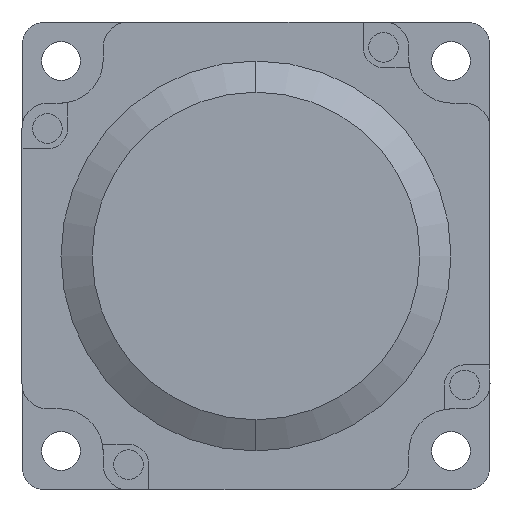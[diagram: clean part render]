
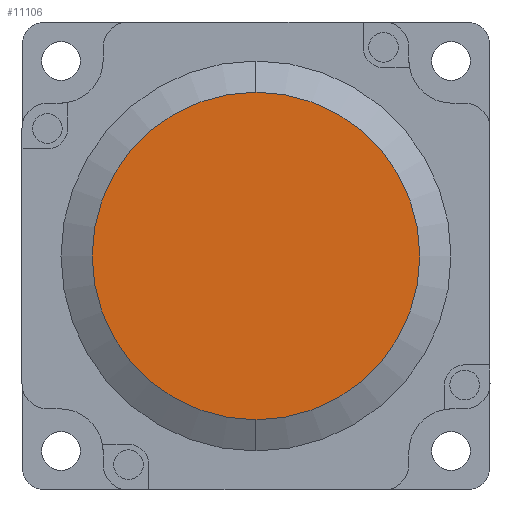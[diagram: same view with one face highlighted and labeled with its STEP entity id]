
A CAD part, front view. The second image highlights one B-rep face of the part: STEP entity #11106.
In plain terms, the highlighted planar face has unit normal (0, -1, 0).
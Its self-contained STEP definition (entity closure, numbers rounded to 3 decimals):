
#28 = CARTESIAN_POINT ( 'NONE',  ( 30., -2.3, -30. ) ) ;
#257 = AXIS2_PLACEMENT_3D ( 'NONE', #7171, #8121, #2589 ) ;
#402 = CARTESIAN_POINT ( 'NONE',  ( 30., -2.3, -9. ) ) ;
#712 = PLANE ( 'NONE',  #257 ) ;
#954 = DIRECTION ( 'NONE',  ( 0., 0., 1. ) ) ;
#1617 = CARTESIAN_POINT ( 'NONE',  ( 30., -2.3, -30. ) ) ;
#2037 = ORIENTED_EDGE ( 'NONE', *, *, #3422, .F. ) ;
#2562 = DIRECTION ( 'NONE',  ( 0., 0., 1. ) ) ;
#2589 = DIRECTION ( 'NONE',  ( 0., 0., 1. ) ) ;
#3348 = ORIENTED_EDGE ( 'NONE', *, *, #10460, .F. ) ;
#3422 = EDGE_CURVE ( 'NONE', #8264, #8078, #9752, .T. ) ;
#3514 = CARTESIAN_POINT ( 'NONE',  ( 30., -2.3, -51. ) ) ;
#4170 = FACE_OUTER_BOUND ( 'NONE', #8102, .T. ) ;
#6508 = DIRECTION ( 'NONE',  ( 0., 1., 0. ) ) ;
#7171 = CARTESIAN_POINT ( 'NONE',  ( 30., -2.3, -30. ) ) ;
#7778 = AXIS2_PLACEMENT_3D ( 'NONE', #28, #6508, #954 ) ;
#8078 = VERTEX_POINT ( 'NONE', #402 ) ;
#8080 = DIRECTION ( 'NONE',  ( 0., 1., 0. ) ) ;
#8102 = EDGE_LOOP ( 'NONE', ( #3348, #2037 ) ) ;
#8121 = DIRECTION ( 'NONE',  ( 0., 1., 0. ) ) ;
#8264 = VERTEX_POINT ( 'NONE', #3514 ) ;
#8400 = AXIS2_PLACEMENT_3D ( 'NONE', #1617, #8080, #2562 ) ;
#9752 = CIRCLE ( 'NONE', #8400, 21. ) ;
#10460 = EDGE_CURVE ( 'NONE', #8078, #8264, #11482, .T. ) ;
#11106 = ADVANCED_FACE ( 'NONE', ( #4170 ), #712, .F. ) ;
#11482 = CIRCLE ( 'NONE', #7778, 21. ) ;
